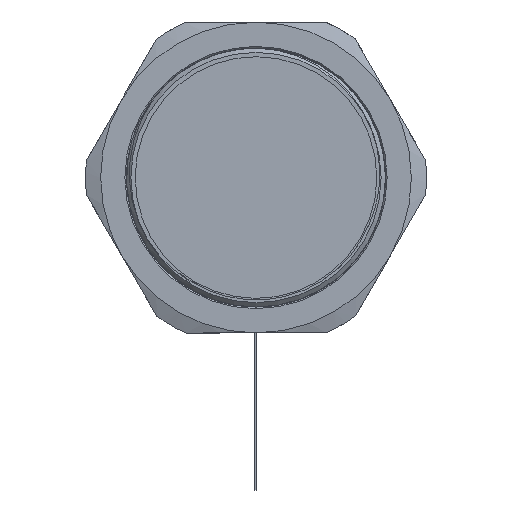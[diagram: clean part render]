
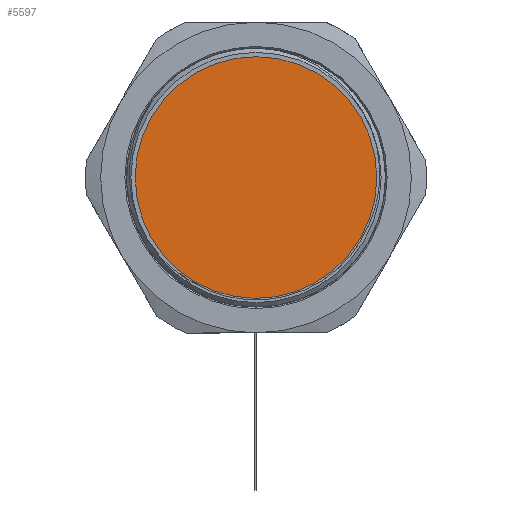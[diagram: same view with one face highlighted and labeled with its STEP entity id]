
A CAD part, left-side view. The second image highlights one B-rep face of the part: STEP entity #5597.
In plain terms, the highlighted planar face has unit normal (-1, 0, 0).
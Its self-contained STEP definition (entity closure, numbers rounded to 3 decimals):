
#415=CIRCLE('',#6466,14.);
#924=ORIENTED_EDGE('',*,*,#2286,.F.);
#2286=EDGE_CURVE('',#2991,#2991,#415,.T.);
#2991=VERTEX_POINT('',#9126);
#4285=EDGE_LOOP('',(#924));
#4851=FACE_BOUND('',#4285,.T.);
#5385=PLANE('',#6465);
#5597=ADVANCED_FACE('',(#4851),#5385,.T.);
#6465=AXIS2_PLACEMENT_3D('',#9124,#7345,#7346);
#6466=AXIS2_PLACEMENT_3D('',#9125,#7347,#7348);
#7345=DIRECTION('',(-1.,0.,0.));
#7346=DIRECTION('',(0.,0.,1.));
#7347=DIRECTION('',(1.,0.,0.));
#7348=DIRECTION('',(0.,0.,-1.));
#9124=CARTESIAN_POINT('',(0.,0.,0.));
#9125=CARTESIAN_POINT('',(0.,0.,0.));
#9126=CARTESIAN_POINT('',(0.,0.,-14.));
